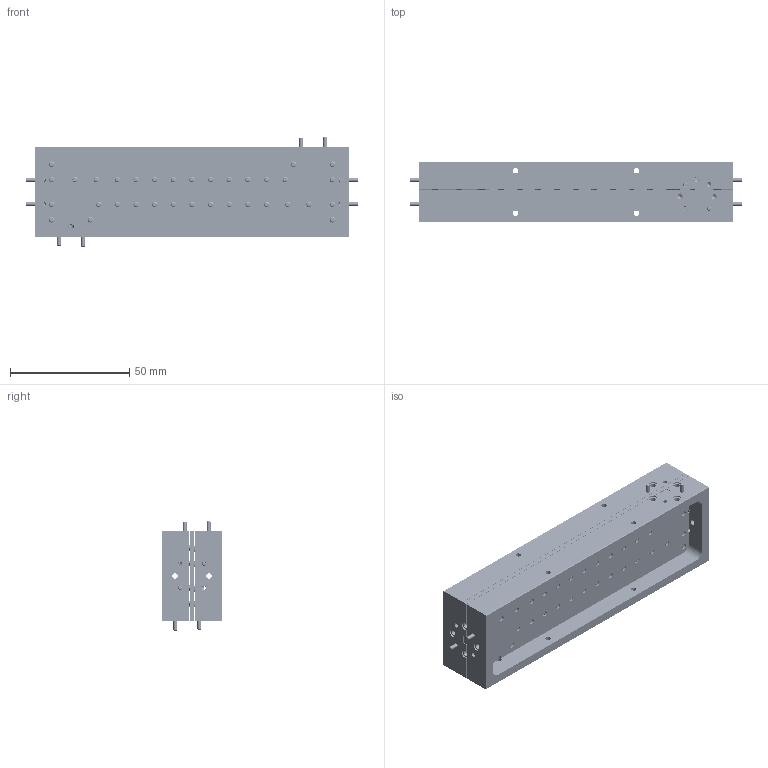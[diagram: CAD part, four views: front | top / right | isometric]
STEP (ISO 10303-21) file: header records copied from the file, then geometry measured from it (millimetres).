
FILE_DESCRIPTION (( 'STEP AP203' ), '1' );
FILE_NAME ('SWD-2040H-15-DB.STEP', '2018-11-08T19:41:22', ( '' ), ( '' ), 'SwSTEP 2.0', 'SolidWorks 2016', '' );
FILE_SCHEMA (( 'CONFIG_CONTROL_DESIGN' ));
Length unit declared in the file: inch
Products named in the file (1): SWD-2040H-15-DB
Bounding box: 139.32 x 25.4 x 45.85 mm (x, y, z)
Volume: 68172.8 mm3; surface area: 53992.6 mm2
Topology: 46 solids, 46 shells, 3687 faces, 9910 edges, 6357 vertices
Faces by surface type: cylinder 2582, cone 561, plane 476, bspline 68
Entity records: 165574 total; most frequent: CARTESIAN_POINT 85092, ORIENTED_EDGE 19724, DIRECTION 14267, EDGE_CURVE 9862, VERTEX_POINT 6357, AXIS2_PLACEMENT_3D 5328, EDGE_LOOP 4053, FACE_OUTER_BOUND 3687
